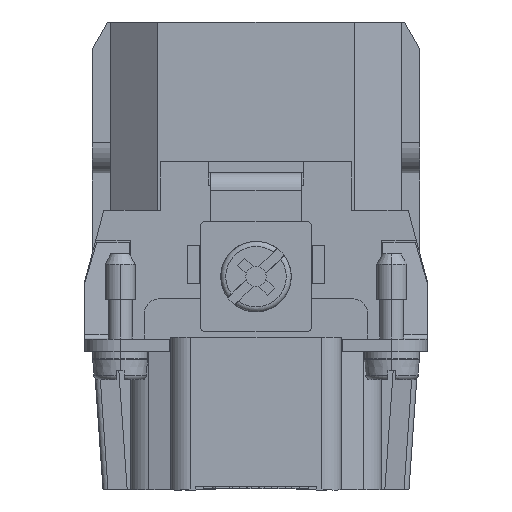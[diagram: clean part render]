
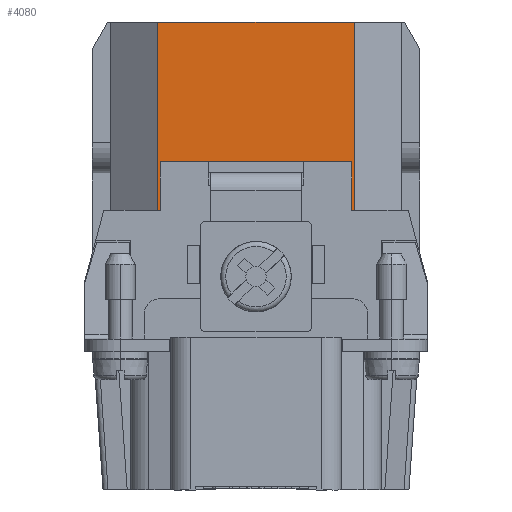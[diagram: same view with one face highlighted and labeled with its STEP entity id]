
A CAD part, left-side view. The second image highlights one B-rep face of the part: STEP entity #4080.
In plain terms, the highlighted planar face has unit normal (-1, 0, 0).
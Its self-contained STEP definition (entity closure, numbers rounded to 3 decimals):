
#2330=CARTESIAN_POINT('',(11.964,57.957,
15.));
#2340=VERTEX_POINT('',#2330);
#2390=CARTESIAN_POINT('',(11.964,57.957,0.));
#2400=DIRECTION('',(0.,0.,-1.));
#2410=VECTOR('',#2400,1.);
#2420=LINE('',#2390,#2410);
#2430=CARTESIAN_POINT('',(11.964,57.957,
0.4));
#2440=VERTEX_POINT('',#2430);
#2450=EDGE_CURVE('',#2340,#2440,#2420,.T.);
#3180=CARTESIAN_POINT('',(11.964,0.,-10.5));
#3190=DIRECTION('',(-1.,0.,0.));
#3200=DIRECTION('',(0.,0.,1.));
#3210=AXIS2_PLACEMENT_3D('',#3180,#3190,#3200);
#3220=PLANE('',#3210);
#3230=CARTESIAN_POINT('',(11.964,40.702,0.));
#3240=DIRECTION('',(0.,0.,1.));
#3250=VECTOR('',#3240,1.);
#3260=LINE('',#3230,#3250);
#3270=CARTESIAN_POINT('',(11.964,40.702,
0.4));
#3280=VERTEX_POINT('',#3270);
#3290=CARTESIAN_POINT('',(11.964,40.702,
15.));
#3300=VERTEX_POINT('',#3290);
#3310=EDGE_CURVE('',#3280,#3300,#3260,.T.);
#3320=ORIENTED_EDGE('',*,*,#3310,.F.);
#3330=CARTESIAN_POINT('',(11.964,0.,15.));
#3340=DIRECTION('',(0.,-1.,0.));
#3350=VECTOR('',#3340,1.);
#3360=LINE('',#3330,#3350);
#3370=CARTESIAN_POINT('',(11.964,40.452,
15.));
#3380=VERTEX_POINT('',#3370);
#3390=EDGE_CURVE('',#3300,#3380,#3360,.T.);
#3400=ORIENTED_EDGE('',*,*,#3390,.F.);
#3410=CARTESIAN_POINT('',(11.964,40.452,0.));
#3420=DIRECTION('',(0.,0.,-1.));
#3430=VECTOR('',#3420,1.);
#3440=LINE('',#3410,#3430);
#3450=CARTESIAN_POINT('',(11.964,40.452,
-13.5));
#3460=VERTEX_POINT('',#3450);
#3470=EDGE_CURVE('',#3380,#3460,#3440,.T.);
#3480=ORIENTED_EDGE('',*,*,#3470,.F.);
#3490=CARTESIAN_POINT('',(11.964,65.279,
-13.5));
#3500=DIRECTION('',(0.,-1.,0.));
#3510=VECTOR('',#3500,1.);
#3520=LINE('',#3490,#3510);
#3530=CARTESIAN_POINT('',(11.964,59.952,
-13.5));
#3540=VERTEX_POINT('',#3530);
#3550=EDGE_CURVE('',#3540,#3460,#3520,.T.);
#3560=ORIENTED_EDGE('',*,*,#3550,.T.);
#3570=CARTESIAN_POINT('',(11.964,59.952,0.));
#3580=DIRECTION('',(0.,0.,1.));
#3590=VECTOR('',#3580,1.);
#3600=LINE('',#3570,#3590);
#3610=CARTESIAN_POINT('',(11.964,59.952,
15.));
#3620=VERTEX_POINT('',#3610);
#3630=EDGE_CURVE('',#3540,#3620,#3600,.T.);
#3640=ORIENTED_EDGE('',*,*,#3630,.F.);
#3650=CARTESIAN_POINT('',(11.964,0.,15.));
#3660=DIRECTION('',(0.,-1.,0.));
#3670=VECTOR('',#3660,1.);
#3680=LINE('',#3650,#3670);
#3690=CARTESIAN_POINT('',(11.964,59.702,
15.));
#3700=VERTEX_POINT('',#3690);
#3710=EDGE_CURVE('',#3620,#3700,#3680,.T.);
#3720=ORIENTED_EDGE('',*,*,#3710,.F.);
#3730=CARTESIAN_POINT('',(11.964,59.702,0.));
#3740=DIRECTION('',(0.,0.,1.));
#3750=VECTOR('',#3740,1.);
#3760=LINE('',#3730,#3750);
#3770=CARTESIAN_POINT('',(11.964,59.702,
0.4));
#3780=VERTEX_POINT('',#3770);
#3790=EDGE_CURVE('',#3780,#3700,#3760,.T.);
#3800=ORIENTED_EDGE('',*,*,#3790,.T.);
#3810=CARTESIAN_POINT('',(11.964,0.,0.4));
#3820=DIRECTION('',(0.,-1.,0.));
#3830=VECTOR('',#3820,1.);
#3840=LINE('',#3810,#3830);
#3850=EDGE_CURVE('',#3780,#2440,#3840,.T.);
#3860=ORIENTED_EDGE('',*,*,#3850,.F.);
#3870=ORIENTED_EDGE('',*,*,#2450,.T.);
#3880=CARTESIAN_POINT('',(11.964,0.,15.));
#3890=DIRECTION('',(0.,-1.,0.));
#3900=VECTOR('',#3890,1.);
#3910=LINE('',#3880,#3900);
#3920=CARTESIAN_POINT('',(11.964,42.448,
15.));
#3930=VERTEX_POINT('',#3920);
#3940=EDGE_CURVE('',#2340,#3930,#3910,.T.);
#3950=ORIENTED_EDGE('',*,*,#3940,.F.);
#3960=CARTESIAN_POINT('',(11.964,42.448,0.));
#3970=DIRECTION('',(0.,0.,-1.));
#3980=VECTOR('',#3970,1.);
#3990=LINE('',#3960,#3980);
#4000=CARTESIAN_POINT('',(11.964,42.448,
0.4));
#4010=VERTEX_POINT('',#4000);
#4020=EDGE_CURVE('',#3930,#4010,#3990,.T.);
#4030=ORIENTED_EDGE('',*,*,#4020,.F.);
#4040=EDGE_CURVE('',#4010,#3280,#3840,.T.);
#4050=ORIENTED_EDGE('',*,*,#4040,.F.);
#4060=EDGE_LOOP('',(#4050,#4030,#3950,#3870,#3860,#3800,#3720,#3640,
#3560,#3480,#3400,#3320));
#4070=FACE_OUTER_BOUND('',#4060,.T.);
#4080=ADVANCED_FACE('',(#4070),#3220,.T.);
